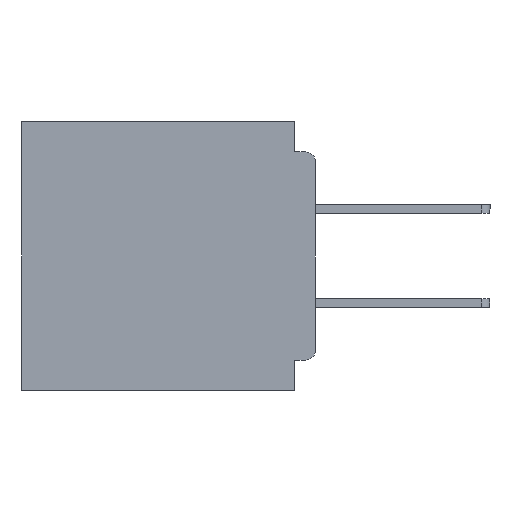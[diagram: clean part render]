
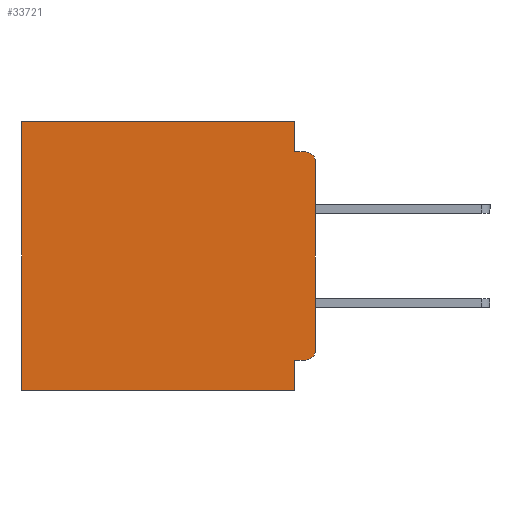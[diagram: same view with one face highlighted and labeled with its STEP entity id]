
A CAD part, left-side view. The second image highlights one B-rep face of the part: STEP entity #33721.
In plain terms, the highlighted planar face has unit normal (-1, 0, 0).
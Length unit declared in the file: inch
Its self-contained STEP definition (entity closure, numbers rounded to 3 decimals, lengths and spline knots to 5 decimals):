
#582 = CARTESIAN_POINT ( 'NONE',  ( 0.3, 0., -0.355 ) ) ;
#1214 = LINE ( 'NONE', #33605, #26387 ) ;
#1285 = FACE_OUTER_BOUND ( 'NONE', #27464, .T. ) ;
#1840 = CARTESIAN_POINT ( 'NONE',  ( 0.3, 0., -0.4 ) ) ;
#3263 = CARTESIAN_POINT ( 'NONE',  ( 0.3, 0.031, 0. ) ) ;
#3592 = PLANE ( 'NONE',  #37996 ) ;
#4556 = ORIENTED_EDGE ( 'NONE', *, *, #39407, .F. ) ;
#5070 = ORIENTED_EDGE ( 'NONE', *, *, #15336, .T. ) ;
#5504 = VECTOR ( 'NONE', #17564, 39.37008 ) ;
#5540 = VERTEX_POINT ( 'NONE', #34991 ) ;
#5827 = EDGE_CURVE ( 'NONE', #38338, #10861, #31652, .T. ) ;
#6271 = VECTOR ( 'NONE', #25940, 39.37008 ) ;
#8918 = CARTESIAN_POINT ( 'NONE',  ( 0.3, 0.031, -0.4 ) ) ;
#9024 = VECTOR ( 'NONE', #26652, 39.37008 ) ;
#9910 = DIRECTION ( 'NONE',  ( 0., 0., -1. ) ) ;
#10749 = CARTESIAN_POINT ( 'NONE',  ( 0.3, 0., 0. ) ) ;
#10826 = LINE ( 'NONE', #10749, #26654 ) ;
#10861 = VERTEX_POINT ( 'NONE', #31452 ) ;
#11485 = AXIS2_PLACEMENT_3D ( 'NONE', #12690, #34820, #15873 ) ;
#11526 = VERTEX_POINT ( 'NONE', #25784 ) ;
#11550 = LINE ( 'NONE', #582, #28370 ) ;
#11715 = VERTEX_POINT ( 'NONE', #29890 ) ;
#12092 = DIRECTION ( 'NONE',  ( 0., 0., -1. ) ) ;
#12690 = CARTESIAN_POINT ( 'NONE',  ( 0.3, 0.015, -0.34 ) ) ;
#13216 = DIRECTION ( 'NONE',  ( 0., 1., 0. ) ) ;
#13415 = ORIENTED_EDGE ( 'NONE', *, *, #37887, .T. ) ;
#14635 = LINE ( 'NONE', #35459, #6271 ) ;
#14672 = DIRECTION ( 'NONE',  ( 0., -1., 0. ) ) ;
#15205 = ORIENTED_EDGE ( 'NONE', *, *, #26200, .F. ) ;
#15336 = EDGE_CURVE ( 'NONE', #38338, #34945, #21890, .T. ) ;
#15448 = ORIENTED_EDGE ( 'NONE', *, *, #18732, .F. ) ;
#15580 = CARTESIAN_POINT ( 'NONE',  ( 0.3, 0.031, -0.045 ) ) ;
#15873 = DIRECTION ( 'NONE',  ( 0., 0., -1. ) ) ;
#15885 = AXIS2_PLACEMENT_3D ( 'NONE', #16827, #38876, #19979 ) ;
#16827 = CARTESIAN_POINT ( 'NONE',  ( 0.3, 0.015, -0.06 ) ) ;
#17262 = ORIENTED_EDGE ( 'NONE', *, *, #34531, .F. ) ;
#17564 = DIRECTION ( 'NONE',  ( 0., 0., -1. ) ) ;
#17603 = CARTESIAN_POINT ( 'NONE',  ( 0.3, 0.015, -0.355 ) ) ;
#18732 = EDGE_CURVE ( 'NONE', #24713, #31808, #25864, .T. ) ;
#19591 = VERTEX_POINT ( 'NONE', #17603 ) ;
#19979 = DIRECTION ( 'NONE',  ( 0., 0., -1. ) ) ;
#20021 = CARTESIAN_POINT ( 'NONE',  ( 0.3, 0.031, -0.4 ) ) ;
#20216 = CIRCLE ( 'NONE', #11485, 0.015 ) ;
#20268 = CARTESIAN_POINT ( 'NONE',  ( 0.3, 0.031, 0. ) ) ;
#20359 = EDGE_CURVE ( 'NONE', #19591, #10861, #20216, .T. ) ;
#20878 = VECTOR ( 'NONE', #12092, 39.37008 ) ;
#21392 = ORIENTED_EDGE ( 'NONE', *, *, #34948, .F. ) ;
#21818 = VERTEX_POINT ( 'NONE', #20021 ) ;
#21890 = CIRCLE ( 'NONE', #15885, 0.015 ) ;
#22572 = ORIENTED_EDGE ( 'NONE', *, *, #5827, .F. ) ;
#24713 = VERTEX_POINT ( 'NONE', #3263 ) ;
#24950 = DIRECTION ( 'NONE',  ( 0., 0., -1. ) ) ;
#25682 = CARTESIAN_POINT ( 'NONE',  ( 0.3, 0., -0.4 ) ) ;
#25784 = CARTESIAN_POINT ( 'NONE',  ( 0.3, 0.437, 0. ) ) ;
#25864 = LINE ( 'NONE', #20268, #9024 ) ;
#25940 = DIRECTION ( 'NONE',  ( 0., 1., 0. ) ) ;
#26200 = EDGE_CURVE ( 'NONE', #31808, #34945, #1214, .T. ) ;
#26387 = VECTOR ( 'NONE', #14672, 39.37008 ) ;
#26652 = DIRECTION ( 'NONE',  ( 0., 0., -1. ) ) ;
#26654 = VECTOR ( 'NONE', #32853, 39.37008 ) ;
#27464 = EDGE_LOOP ( 'NONE', ( #22572, #5070, #15205, #15448, #32143, #13415, #4556, #21392, #17262, #31758 ) ) ;
#28370 = VECTOR ( 'NONE', #13216, 39.37008 ) ;
#28860 = DIRECTION ( 'NONE',  ( 1., 0., 0. ) ) ;
#29318 = LINE ( 'NONE', #8918, #20878 ) ;
#29890 = CARTESIAN_POINT ( 'NONE',  ( 0.3, 0.031, -0.355 ) ) ;
#31452 = CARTESIAN_POINT ( 'NONE',  ( 0.3, 0., -0.34 ) ) ;
#31652 = LINE ( 'NONE', #1840, #5504 ) ;
#31758 = ORIENTED_EDGE ( 'NONE', *, *, #20359, .T. ) ;
#31808 = VERTEX_POINT ( 'NONE', #15580 ) ;
#32143 = ORIENTED_EDGE ( 'NONE', *, *, #36994, .T. ) ;
#32853 = DIRECTION ( 'NONE',  ( 0., 1., 0. ) ) ;
#33605 = CARTESIAN_POINT ( 'NONE',  ( 0.3, 0., -0.045 ) ) ;
#33721 = ADVANCED_FACE ( 'NONE', ( #1285 ), #3592, .F. ) ;
#34197 = CARTESIAN_POINT ( 'NONE',  ( 0.3, 0.015, -0.045 ) ) ;
#34531 = EDGE_CURVE ( 'NONE', #19591, #11715, #11550, .T. ) ;
#34540 = VECTOR ( 'NONE', #24950, 39.37008 ) ;
#34820 = DIRECTION ( 'NONE',  ( -1., 0., 0. ) ) ;
#34945 = VERTEX_POINT ( 'NONE', #34197 ) ;
#34948 = EDGE_CURVE ( 'NONE', #11715, #21818, #29318, .T. ) ;
#34991 = CARTESIAN_POINT ( 'NONE',  ( 0.3, 0.437, -0.4 ) ) ;
#35459 = CARTESIAN_POINT ( 'NONE',  ( 0.3, 0., -0.4 ) ) ;
#35540 = LINE ( 'NONE', #40657, #34540 ) ;
#36994 = EDGE_CURVE ( 'NONE', #24713, #11526, #10826, .T. ) ;
#37887 = EDGE_CURVE ( 'NONE', #11526, #5540, #35540, .T. ) ;
#37996 = AXIS2_PLACEMENT_3D ( 'NONE', #25682, #28860, #9910 ) ;
#38338 = VERTEX_POINT ( 'NONE', #39629 ) ;
#38876 = DIRECTION ( 'NONE',  ( -1., 0., 0. ) ) ;
#39407 = EDGE_CURVE ( 'NONE', #21818, #5540, #14635, .T. ) ;
#39629 = CARTESIAN_POINT ( 'NONE',  ( 0.3, 0., -0.06 ) ) ;
#40657 = CARTESIAN_POINT ( 'NONE',  ( 0.3, 0.437, -0.4 ) ) ;
